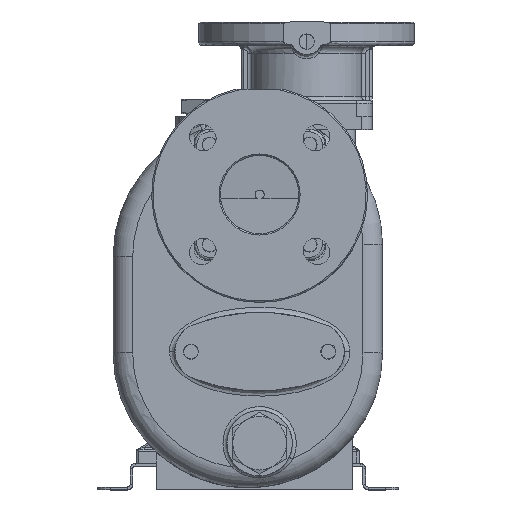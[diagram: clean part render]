
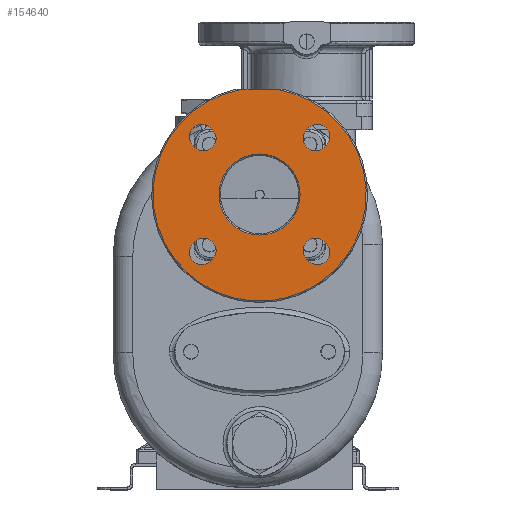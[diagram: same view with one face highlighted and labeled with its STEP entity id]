
A CAD part, top view. The second image highlights one B-rep face of the part: STEP entity #154640.
In plain terms, the highlighted planar face has unit normal (0, 0, 1).
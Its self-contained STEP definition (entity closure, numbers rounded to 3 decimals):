
#55985=CARTESIAN_POINT('',(9.,115.,158.));
#55986=DIRECTION('',(0.,0.,1.));
#55987=DIRECTION('',(-0.156,0.988,0.));
#55988=AXIS2_PLACEMENT_3D('',#55985,#55986,#55987);
#56011=DIRECTION('',(1.,0.,0.));
#56012=VECTOR('',#56011,25.456);
#56013=CARTESIAN_POINT('',(-3.728,195.5,158.));
#56014=LINE('',#56013,#56012);
#56015=CARTESIAN_POINT('',(9.,115.,158.));
#56016=DIRECTION('',(0.,0.,1.));
#56017=DIRECTION('',(0.,1.,0.));
#56018=AXIS2_PLACEMENT_3D('',#56015,#56016,#56017);
#56020=CARTESIAN_POINT('',(9.,115.,158.));
#56021=DIRECTION('',(0.,0.,1.));
#56022=DIRECTION('',(0.,-1.,0.));
#56023=AXIS2_PLACEMENT_3D('',#56020,#56021,#56022);
#56025=DIRECTION('',(0.707,0.707,0.));
#56026=VECTOR('',#56025,2.);
#56027=CARTESIAN_POINT('',(58.497,151.062,158.));
#56028=LINE('',#56027,#56026);
#56029=CARTESIAN_POINT('',(53.194,159.194,158.));
#56030=DIRECTION('',(0.,0.,1.));
#56031=DIRECTION('',(0.707,-0.707,0.));
#56032=AXIS2_PLACEMENT_3D('',#56029,#56030,#56031);
#56034=DIRECTION('',(-0.707,-0.707,0.));
#56035=VECTOR('',#56034,2.);
#56036=CARTESIAN_POINT('',(46.477,165.912,158.));
#56037=LINE('',#56036,#56035);
#56038=CARTESIAN_POINT('',(51.78,157.78,158.));
#56039=DIRECTION('',(0.,0.,1.));
#56040=DIRECTION('',(-0.707,0.707,0.));
#56041=AXIS2_PLACEMENT_3D('',#56038,#56039,#56040);
#56043=DIRECTION('',(-0.707,0.707,0.));
#56044=VECTOR('',#56043,2.);
#56045=CARTESIAN_POINT('',(-27.062,164.497,158.));
#56046=LINE('',#56045,#56044);
#56047=CARTESIAN_POINT('',(-35.194,159.194,158.));
#56048=DIRECTION('',(0.,0.,1.));
#56049=DIRECTION('',(0.707,0.707,0.));
#56050=AXIS2_PLACEMENT_3D('',#56047,#56048,#56049);
#56052=DIRECTION('',(0.707,-0.707,0.));
#56053=VECTOR('',#56052,2.);
#56054=CARTESIAN_POINT('',(-41.912,152.477,158.));
#56055=LINE('',#56054,#56053);
#56056=CARTESIAN_POINT('',(-33.78,157.78,158.));
#56057=DIRECTION('',(0.,0.,1.));
#56058=DIRECTION('',(-0.707,-0.707,0.));
#56059=AXIS2_PLACEMENT_3D('',#56056,#56057,#56058);
#56061=DIRECTION('',(-0.707,-0.707,0.));
#56062=VECTOR('',#56061,2.);
#56063=CARTESIAN_POINT('',(-40.497,78.938,158.));
#56064=LINE('',#56063,#56062);
#56065=CARTESIAN_POINT('',(-35.194,70.806,158.));
#56066=DIRECTION('',(0.,0.,1.));
#56067=DIRECTION('',(-0.707,0.707,0.));
#56068=AXIS2_PLACEMENT_3D('',#56065,#56066,#56067);
#56070=DIRECTION('',(0.707,0.707,0.));
#56071=VECTOR('',#56070,2.);
#56072=CARTESIAN_POINT('',(-28.477,64.088,158.));
#56073=LINE('',#56072,#56071);
#56074=CARTESIAN_POINT('',(-33.78,72.22,158.));
#56075=DIRECTION('',(0.,0.,1.));
#56076=DIRECTION('',(0.707,-0.707,0.));
#56077=AXIS2_PLACEMENT_3D('',#56074,#56075,#56076);
#56079=DIRECTION('',(0.707,-0.707,0.));
#56080=VECTOR('',#56079,2.);
#56081=CARTESIAN_POINT('',(45.062,65.503,158.));
#56082=LINE('',#56081,#56080);
#56083=CARTESIAN_POINT('',(53.194,70.806,158.));
#56084=DIRECTION('',(0.,0.,1.));
#56085=DIRECTION('',(-0.707,-0.707,0.));
#56086=AXIS2_PLACEMENT_3D('',#56083,#56084,#56085);
#56088=DIRECTION('',(-0.707,0.707,0.));
#56089=VECTOR('',#56088,2.);
#56090=CARTESIAN_POINT('',(59.912,77.523,158.));
#56091=LINE('',#56090,#56089);
#56092=CARTESIAN_POINT('',(51.78,72.22,158.));
#56093=DIRECTION('',(0.,0.,1.));
#56094=DIRECTION('',(0.707,0.707,0.));
#56095=AXIS2_PLACEMENT_3D('',#56092,#56093,#56094);
#71901=CARTESIAN_POINT('',(58.497,151.062,158.));
#71902=CARTESIAN_POINT('',(59.912,152.477,158.));
#71903=VERTEX_POINT('',#71901);
#71904=VERTEX_POINT('',#71902);
#71905=CARTESIAN_POINT('',(46.477,165.912,158.));
#71906=VERTEX_POINT('',#71905);
#71907=CARTESIAN_POINT('',(45.062,164.497,158.));
#71908=VERTEX_POINT('',#71907);
#71917=CARTESIAN_POINT('',(-27.062,164.497,158.));
#71918=CARTESIAN_POINT('',(-28.477,165.912,158.));
#71919=VERTEX_POINT('',#71917);
#71920=VERTEX_POINT('',#71918);
#71921=CARTESIAN_POINT('',(-41.912,152.477,158.));
#71922=VERTEX_POINT('',#71921);
#71923=CARTESIAN_POINT('',(-40.497,151.062,158.));
#71924=VERTEX_POINT('',#71923);
#71933=CARTESIAN_POINT('',(-40.497,78.938,158.));
#71934=CARTESIAN_POINT('',(-41.912,77.523,158.));
#71935=VERTEX_POINT('',#71933);
#71936=VERTEX_POINT('',#71934);
#71937=CARTESIAN_POINT('',(-28.477,64.088,158.));
#71938=VERTEX_POINT('',#71937);
#71939=CARTESIAN_POINT('',(-27.062,65.503,158.));
#71940=VERTEX_POINT('',#71939);
#71949=CARTESIAN_POINT('',(45.062,65.503,158.));
#71950=CARTESIAN_POINT('',(46.477,64.088,158.));
#71951=VERTEX_POINT('',#71949);
#71952=VERTEX_POINT('',#71950);
#71953=CARTESIAN_POINT('',(59.912,77.523,158.));
#71954=VERTEX_POINT('',#71953);
#71955=CARTESIAN_POINT('',(58.497,78.938,158.));
#71956=VERTEX_POINT('',#71955);
#71965=CARTESIAN_POINT('',(-3.728,195.5,158.));
#71966=CARTESIAN_POINT('',(21.728,195.5,158.));
#71967=VERTEX_POINT('',#71965);
#71968=VERTEX_POINT('',#71966);
#72155=CARTESIAN_POINT('',(9.,146.,158.));
#72156=CARTESIAN_POINT('',(9.,84.,158.));
#72157=VERTEX_POINT('',#72155);
#72158=VERTEX_POINT('',#72156);
#154585=CARTESIAN_POINT('',(9.,115.,158.));
#154586=DIRECTION('',(0.,0.,1.));
#154587=DIRECTION('',(0.,-1.,0.));
#154588=AXIS2_PLACEMENT_3D('',#154585,#154586,#154587);
#154589=PLANE('',#154588);
#154590=ORIENTED_EDGE('',*,*,#154560,.T.);
#154591=ORIENTED_EDGE('',*,*,#154576,.F.);
#154592=EDGE_LOOP('',(#154590,#154591));
#154593=FACE_OUTER_BOUND('',#154592,.F.);
#154595=ORIENTED_EDGE('',*,*,#154594,.T.);
#154597=ORIENTED_EDGE('',*,*,#154596,.T.);
#154598=EDGE_LOOP('',(#154595,#154597));
#154599=FACE_BOUND('',#154598,.F.);
#154601=ORIENTED_EDGE('',*,*,#154600,.T.);
#154603=ORIENTED_EDGE('',*,*,#154602,.T.);
#154605=ORIENTED_EDGE('',*,*,#154604,.T.);
#154607=ORIENTED_EDGE('',*,*,#154606,.T.);
#154608=EDGE_LOOP('',(#154601,#154603,#154605,#154607));
#154609=FACE_BOUND('',#154608,.F.);
#154611=ORIENTED_EDGE('',*,*,#154610,.T.);
#154613=ORIENTED_EDGE('',*,*,#154612,.T.);
#154615=ORIENTED_EDGE('',*,*,#154614,.T.);
#154617=ORIENTED_EDGE('',*,*,#154616,.T.);
#154618=EDGE_LOOP('',(#154611,#154613,#154615,#154617));
#154619=FACE_BOUND('',#154618,.F.);
#154621=ORIENTED_EDGE('',*,*,#154620,.T.);
#154623=ORIENTED_EDGE('',*,*,#154622,.T.);
#154625=ORIENTED_EDGE('',*,*,#154624,.T.);
#154627=ORIENTED_EDGE('',*,*,#154626,.T.);
#154628=EDGE_LOOP('',(#154621,#154623,#154625,#154627));
#154629=FACE_BOUND('',#154628,.F.);
#154631=ORIENTED_EDGE('',*,*,#154630,.T.);
#154633=ORIENTED_EDGE('',*,*,#154632,.T.);
#154635=ORIENTED_EDGE('',*,*,#154634,.T.);
#154637=ORIENTED_EDGE('',*,*,#154636,.T.);
#154638=EDGE_LOOP('',(#154631,#154633,#154635,#154637));
#154639=FACE_BOUND('',#154638,.F.);
#154640=ADVANCED_FACE('',(#154593,#154599,#154609,#154619,#154629,#154639),
#154589,.T.);
#55989=CIRCLE('',#55988,81.5);
#56019=CIRCLE('',#56018,31.);
#56024=CIRCLE('',#56023,31.);
#56033=CIRCLE('',#56032,9.5);
#56042=CIRCLE('',#56041,9.5);
#56051=CIRCLE('',#56050,9.5);
#56060=CIRCLE('',#56059,9.5);
#56069=CIRCLE('',#56068,9.5);
#56078=CIRCLE('',#56077,9.5);
#56087=CIRCLE('',#56086,9.5);
#56096=CIRCLE('',#56095,9.5);
#154560=EDGE_CURVE('',#71967,#71968,#56014,.T.);
#154576=EDGE_CURVE('',#71967,#71968,#55989,.T.);
#154594=EDGE_CURVE('',#72157,#72158,#56019,.T.);
#154596=EDGE_CURVE('',#72158,#72157,#56024,.T.);
#154600=EDGE_CURVE('',#71903,#71904,#56028,.T.);
#154602=EDGE_CURVE('',#71904,#71906,#56033,.T.);
#154604=EDGE_CURVE('',#71906,#71908,#56037,.T.);
#154606=EDGE_CURVE('',#71908,#71903,#56042,.T.);
#154610=EDGE_CURVE('',#71919,#71920,#56046,.T.);
#154612=EDGE_CURVE('',#71920,#71922,#56051,.T.);
#154614=EDGE_CURVE('',#71922,#71924,#56055,.T.);
#154616=EDGE_CURVE('',#71924,#71919,#56060,.T.);
#154620=EDGE_CURVE('',#71935,#71936,#56064,.T.);
#154622=EDGE_CURVE('',#71936,#71938,#56069,.T.);
#154624=EDGE_CURVE('',#71938,#71940,#56073,.T.);
#154626=EDGE_CURVE('',#71940,#71935,#56078,.T.);
#154630=EDGE_CURVE('',#71951,#71952,#56082,.T.);
#154632=EDGE_CURVE('',#71952,#71954,#56087,.T.);
#154634=EDGE_CURVE('',#71954,#71956,#56091,.T.);
#154636=EDGE_CURVE('',#71956,#71951,#56096,.T.);
